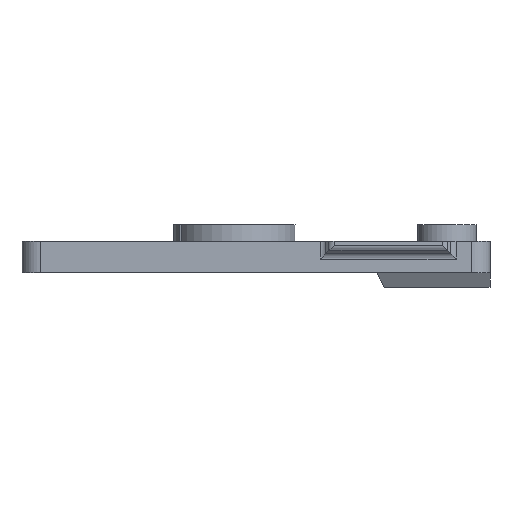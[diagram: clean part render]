
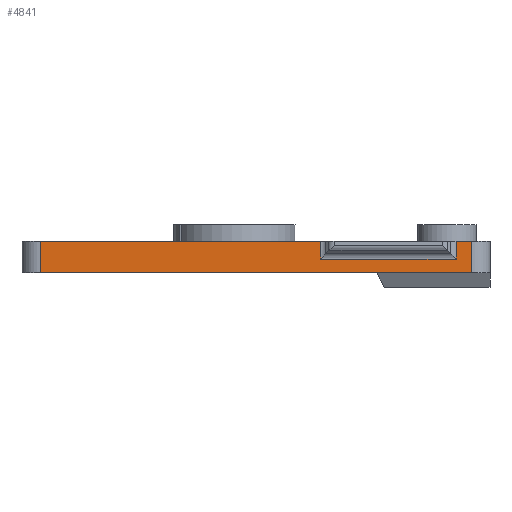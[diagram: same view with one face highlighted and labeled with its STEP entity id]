
A CAD part, left-side view. The second image highlights one B-rep face of the part: STEP entity #4841.
In plain terms, the highlighted planar face has unit normal (-1, 0, 0).
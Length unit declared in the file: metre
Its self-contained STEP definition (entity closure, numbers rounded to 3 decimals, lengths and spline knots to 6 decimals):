
#408=LINE('',#7820,#928);
#412=LINE('',#7836,#932);
#464=LINE('',#7993,#984);
#465=LINE('',#7997,#985);
#466=LINE('',#8000,#986);
#467=LINE('',#8001,#987);
#468=LINE('',#8003,#988);
#469=LINE('',#8004,#989);
#928=VECTOR('',#6343,1.);
#932=VECTOR('',#6355,1.);
#984=VECTOR('',#6485,1.);
#985=VECTOR('',#6490,1.);
#986=VECTOR('',#6491,1.);
#987=VECTOR('',#6492,1.);
#988=VECTOR('',#6493,1.);
#989=VECTOR('',#6494,1.);
#1205=PLANE('',#5305);
#2267=ORIENTED_EDGE('',*,*,#3212,.T.);
#2268=ORIENTED_EDGE('',*,*,#3213,.T.);
#2269=ORIENTED_EDGE('',*,*,#3123,.F.);
#2270=ORIENTED_EDGE('',*,*,#3210,.F.);
#2271=ORIENTED_EDGE('',*,*,#3214,.T.);
#2272=ORIENTED_EDGE('',*,*,#3215,.T.);
#2273=ORIENTED_EDGE('',*,*,#3131,.F.);
#2274=ORIENTED_EDGE('',*,*,#3216,.T.);
#3123=EDGE_CURVE('',#3672,#3673,#408,.T.);
#3131=EDGE_CURVE('',#3680,#3681,#412,.T.);
#3210=EDGE_CURVE('',#3747,#3672,#464,.T.);
#3212=EDGE_CURVE('',#3748,#3749,#465,.T.);
#3213=EDGE_CURVE('',#3749,#3673,#466,.T.);
#3214=EDGE_CURVE('',#3747,#3750,#467,.T.);
#3215=EDGE_CURVE('',#3750,#3681,#468,.T.);
#3216=EDGE_CURVE('',#3680,#3748,#469,.T.);
#3672=VERTEX_POINT('',#7819);
#3673=VERTEX_POINT('',#7821);
#3680=VERTEX_POINT('',#7835);
#3681=VERTEX_POINT('',#7837);
#3747=VERTEX_POINT('',#7994);
#3748=VERTEX_POINT('',#7998);
#3749=VERTEX_POINT('',#7999);
#3750=VERTEX_POINT('',#8002);
#4151=EDGE_LOOP('',(#2267,#2268,#2269,#2270,#2271,#2272,#2273,#2274));
#4467=FACE_BOUND('',#4151,.T.);
#4841=ADVANCED_FACE('',(#4467),#1205,.T.);
#5305=AXIS2_PLACEMENT_3D('',#7996,#6488,#6489);
#6343=DIRECTION('',(0.,-1.,0.));
#6355=DIRECTION('',(0.,-1.,0.));
#6485=DIRECTION('',(0.,0.,1.));
#6488=DIRECTION('',(-1.,0.,0.));
#6489=DIRECTION('',(0.,-1.,0.));
#6490=DIRECTION('',(0.,1.,0.));
#6491=DIRECTION('',(0.,0.,1.));
#6492=DIRECTION('',(0.,-1.,0.));
#6493=DIRECTION('',(0.,0.,1.));
#6494=DIRECTION('',(0.,0.,-1.));
#7819=CARTESIAN_POINT('',(-0.05,0.029156,0.00325));
#7820=CARTESIAN_POINT('',(-0.05,0.,0.00325));
#7821=CARTESIAN_POINT('',(-0.05,-0.008741,0.00325));
#7835=CARTESIAN_POINT('',(-0.05,-0.02707,0.00325));
#7836=CARTESIAN_POINT('',(-0.05,0.,0.00325));
#7837=CARTESIAN_POINT('',(-0.05,-0.029156,0.00325));
#7993=CARTESIAN_POINT('',(-0.05,0.029156,-0.001));
#7994=CARTESIAN_POINT('',(-0.05,0.029156,-0.001));
#7996=CARTESIAN_POINT('',(-0.05,0.,-0.001));
#7997=CARTESIAN_POINT('',(-0.05,0.,0.000836));
#7998=CARTESIAN_POINT('',(-0.05,-0.02707,0.000836));
#7999=CARTESIAN_POINT('',(-0.05,-0.008741,0.000836));
#8000=CARTESIAN_POINT('',(-0.05,-0.008741,-0.001));
#8001=CARTESIAN_POINT('',(-0.05,0.,-0.001));
#8002=CARTESIAN_POINT('',(-0.05,-0.029156,-0.001));
#8003=CARTESIAN_POINT('',(-0.05,-0.029156,-0.001));
#8004=CARTESIAN_POINT('',(-0.05,-0.02707,-0.001));
